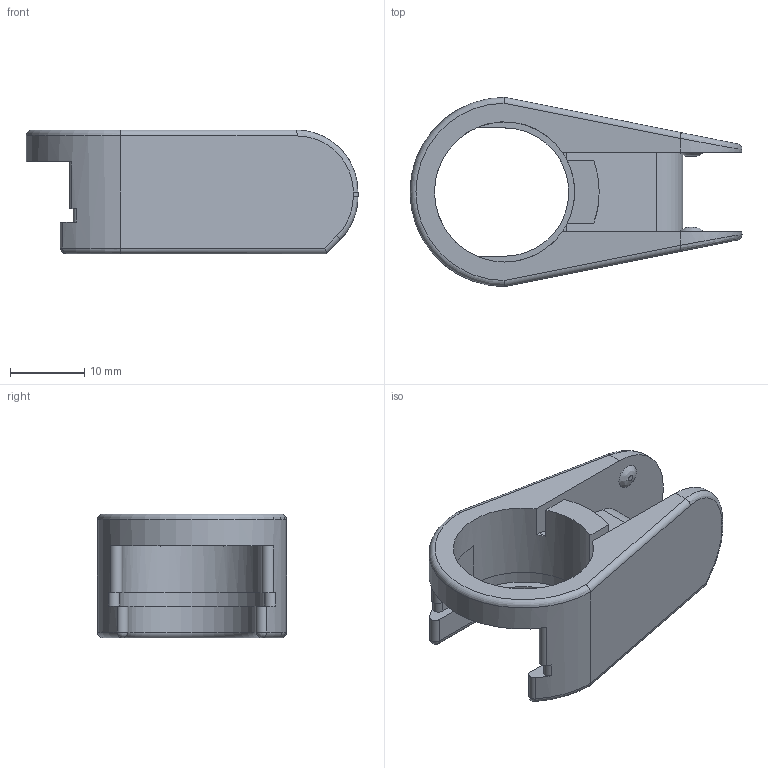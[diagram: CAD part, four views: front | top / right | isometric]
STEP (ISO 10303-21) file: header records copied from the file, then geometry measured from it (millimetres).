
FILE_DESCRIPTION(/* description */ (''),/* implementation_level */ '2;1');
FILE_NAME(/* name */ 'TubeAdapter.step',/* time_stamp */ '2025-07-14T23:28:13-04:00',/* author */ (''),/* organization */ (''),/* preprocessor_version */ 'ST-DEVELOPER v20.1',/* originating_system */ 'Autodesk Translation Framework v14.10.0.0',/* authorisation */ '');
FILE_SCHEMA (('AUTOMOTIVE_DESIGN { 1 0 10303 214 3 1 1 }'));
Length unit declared in the file: millimetre
Products named in the file (1): TubeAdapter_FP
Bounding box: 44.75 x 25.5 x 16.7 mm (x, y, z)
Volume: 6597.7 mm3; surface area: 3827.5 mm2
Topology: 1 solids, 1 shells, 66 faces, 171 edges, 107 vertices
Faces by surface type: plane 28, cylinder 26, bspline 6, torus 4, sphere 2
Full cylindrical faces by diameter (mm): 18.9 x1
Entity records: 2225 total; most frequent: CARTESIAN_POINT 537, DIRECTION 366, ORIENTED_EDGE 342, EDGE_CURVE 171, AXIS2_PLACEMENT_3D 138, VERTEX_POINT 107, LINE 90, VECTOR 90
